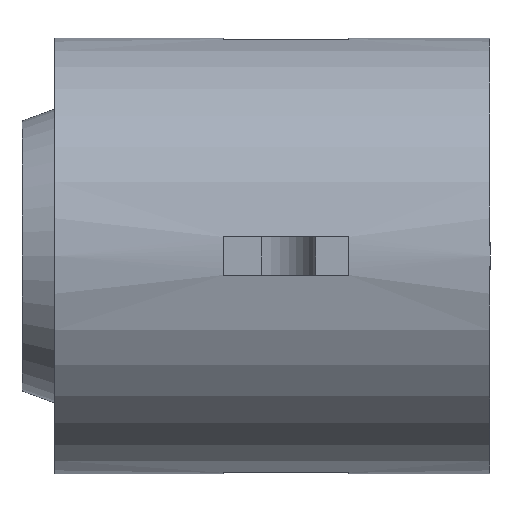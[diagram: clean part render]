
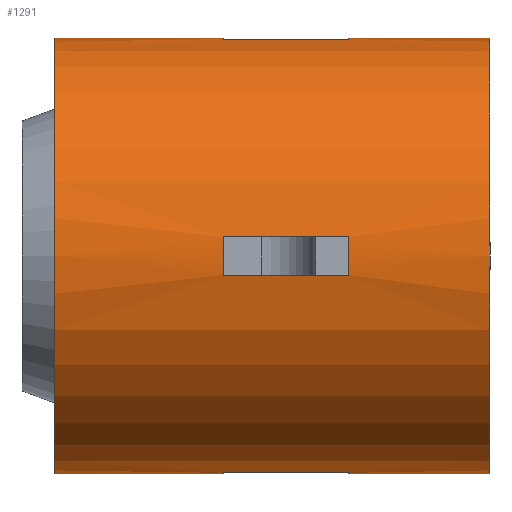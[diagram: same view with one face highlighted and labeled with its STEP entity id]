
A CAD part, left-side view. The second image highlights one B-rep face of the part: STEP entity #1291.
In plain terms, the highlighted cylindrical face has radius 20 mm (diameter 40 mm), a full revolution.
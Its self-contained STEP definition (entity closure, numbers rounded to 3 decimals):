
#19=FACE_BOUND('',#195,.T.);
#20=FACE_BOUND('',#196,.T.);
#21=FACE_BOUND('',#197,.T.);
#51=CYLINDRICAL_SURFACE('',#1451,20.);
#119=FACE_OUTER_BOUND('',#194,.T.);
#194=EDGE_LOOP('',(#1141,#1142,#1143,#1144,#1145,#1146,#1147,#1148,#1149,
#1150,#1151,#1152));
#195=EDGE_LOOP('',(#1153,#1154,#1155,#1156));
#196=EDGE_LOOP('',(#1157,#1158,#1159,#1160));
#197=EDGE_LOOP('',(#1161,#1162,#1163,#1164));
#211=LINE('',#1876,#326);
#222=LINE('',#1910,#337);
#238=LINE('',#1955,#353);
#249=LINE('',#1989,#364);
#265=LINE('',#2036,#380);
#276=LINE('',#2070,#391);
#293=LINE('',#2125,#408);
#307=LINE('',#2163,#422);
#319=LINE('',#2226,#434);
#320=LINE('',#2227,#435);
#326=VECTOR('',#1474,10.);
#337=VECTOR('',#1503,10.);
#353=VECTOR('',#1553,10.);
#364=VECTOR('',#1582,10.);
#380=VECTOR('',#1634,10.);
#391=VECTOR('',#1663,10.);
#408=VECTOR('',#1722,10.);
#422=VECTOR('',#1752,10.);
#434=VECTOR('',#1840,20.);
#435=VECTOR('',#1841,20.);
#438=CIRCLE('',#1322,20.);
#449=CIRCLE('',#1346,20.);
#450=CIRCLE('',#1348,20.);
#461=CIRCLE('',#1372,20.);
#462=CIRCLE('',#1374,20.);
#463=CIRCLE('',#1375,20.);
#474=CIRCLE('',#1399,20.);
#475=CIRCLE('',#1400,20.);
#489=CIRCLE('',#1423,20.);
#494=CIRCLE('',#1431,20.);
#495=CIRCLE('',#1438,20.);
#502=CIRCLE('',#1452,20.);
#507=VERTEX_POINT('',#1866);
#508=VERTEX_POINT('',#1867);
#511=VERTEX_POINT('',#1875);
#525=VERTEX_POINT('',#1909);
#533=VERTEX_POINT('',#1945);
#534=VERTEX_POINT('',#1946);
#537=VERTEX_POINT('',#1954);
#551=VERTEX_POINT('',#1988);
#559=VERTEX_POINT('',#2024);
#560=VERTEX_POINT('',#2025);
#563=VERTEX_POINT('',#2031);
#564=VERTEX_POINT('',#2035);
#578=VERTEX_POINT('',#2069);
#586=VERTEX_POINT('',#2103);
#594=VERTEX_POINT('',#2122);
#595=VERTEX_POINT('',#2124);
#610=VERTEX_POINT('',#2160);
#611=VERTEX_POINT('',#2162);
#615=VERTEX_POINT('',#2179);
#624=VERTEX_POINT('',#2224);
#629=EDGE_CURVE('',#507,#508,#438,.T.);
#633=EDGE_CURVE('',#508,#511,#211,.T.);
#650=EDGE_CURVE('',#525,#507,#222,.T.);
#667=EDGE_CURVE('',#511,#525,#449,.T.);
#668=EDGE_CURVE('',#533,#534,#450,.T.);
#672=EDGE_CURVE('',#534,#537,#238,.T.);
#689=EDGE_CURVE('',#551,#533,#249,.T.);
#706=EDGE_CURVE('',#537,#551,#461,.T.);
#707=EDGE_CURVE('',#559,#560,#462,.T.);
#711=EDGE_CURVE('',#560,#563,#463,.T.);
#712=EDGE_CURVE('',#563,#564,#265,.T.);
#729=EDGE_CURVE('',#578,#559,#276,.T.);
#746=EDGE_CURVE('',#564,#586,#474,.T.);
#747=EDGE_CURVE('',#586,#578,#475,.T.);
#756=EDGE_CURVE('',#595,#594,#293,.T.);
#775=EDGE_CURVE('',#611,#610,#307,.T.);
#784=EDGE_CURVE('',#615,#615,#489,.T.);
#789=EDGE_CURVE('',#594,#611,#494,.T.);
#794=EDGE_CURVE('',#610,#595,#495,.T.);
#804=EDGE_CURVE('',#624,#624,#502,.T.);
#805=EDGE_CURVE('',#624,#586,#319,.T.);
#806=EDGE_CURVE('',#560,#615,#320,.T.);
#1141=ORIENTED_EDGE('',*,*,#804,.F.);
#1142=ORIENTED_EDGE('',*,*,#805,.T.);
#1143=ORIENTED_EDGE('',*,*,#747,.T.);
#1144=ORIENTED_EDGE('',*,*,#729,.T.);
#1145=ORIENTED_EDGE('',*,*,#707,.T.);
#1146=ORIENTED_EDGE('',*,*,#806,.T.);
#1147=ORIENTED_EDGE('',*,*,#784,.T.);
#1148=ORIENTED_EDGE('',*,*,#806,.F.);
#1149=ORIENTED_EDGE('',*,*,#711,.T.);
#1150=ORIENTED_EDGE('',*,*,#712,.T.);
#1151=ORIENTED_EDGE('',*,*,#746,.T.);
#1152=ORIENTED_EDGE('',*,*,#805,.F.);
#1153=ORIENTED_EDGE('',*,*,#667,.T.);
#1154=ORIENTED_EDGE('',*,*,#650,.T.);
#1155=ORIENTED_EDGE('',*,*,#629,.T.);
#1156=ORIENTED_EDGE('',*,*,#633,.T.);
#1157=ORIENTED_EDGE('',*,*,#706,.T.);
#1158=ORIENTED_EDGE('',*,*,#689,.T.);
#1159=ORIENTED_EDGE('',*,*,#668,.T.);
#1160=ORIENTED_EDGE('',*,*,#672,.T.);
#1161=ORIENTED_EDGE('',*,*,#794,.T.);
#1162=ORIENTED_EDGE('',*,*,#756,.T.);
#1163=ORIENTED_EDGE('',*,*,#789,.T.);
#1164=ORIENTED_EDGE('',*,*,#775,.T.);
#1291=ADVANCED_FACE('',(#119,#19,#20,#21),#51,.T.);
#1322=AXIS2_PLACEMENT_3D('',#1868,#1467,#1468);
#1346=AXIS2_PLACEMENT_3D('',#1943,#1542,#1543);
#1348=AXIS2_PLACEMENT_3D('',#1947,#1546,#1547);
#1372=AXIS2_PLACEMENT_3D('',#2022,#1621,#1622);
#1374=AXIS2_PLACEMENT_3D('',#2026,#1625,#1626);
#1375=AXIS2_PLACEMENT_3D('',#2033,#1630,#1631);
#1399=AXIS2_PLACEMENT_3D('',#2104,#1702,#1703);
#1400=AXIS2_PLACEMENT_3D('',#2105,#1704,#1705);
#1423=AXIS2_PLACEMENT_3D('',#2180,#1773,#1774);
#1431=AXIS2_PLACEMENT_3D('',#2191,#1789,#1790);
#1438=AXIS2_PLACEMENT_3D('',#2202,#1807,#1808);
#1451=AXIS2_PLACEMENT_3D('',#2223,#1836,#1837);
#1452=AXIS2_PLACEMENT_3D('',#2225,#1838,#1839);
#1467=DIRECTION('center_axis',(0.,1.,0.));
#1468=DIRECTION('ref_axis',(1.,0.,0.));
#1474=DIRECTION('',(0.,-1.,0.));
#1503=DIRECTION('',(0.,1.,0.));
#1542=DIRECTION('center_axis',(0.,-1.,0.));
#1543=DIRECTION('ref_axis',(1.,0.,0.));
#1546=DIRECTION('center_axis',(0.,1.,0.));
#1547=DIRECTION('ref_axis',(1.,0.,0.));
#1553=DIRECTION('',(0.,-1.,0.));
#1582=DIRECTION('',(0.,1.,0.));
#1621=DIRECTION('center_axis',(0.,-1.,0.));
#1622=DIRECTION('ref_axis',(1.,0.,0.));
#1625=DIRECTION('center_axis',(0.,1.,0.));
#1626=DIRECTION('ref_axis',(1.,0.,0.));
#1630=DIRECTION('center_axis',(0.,1.,0.));
#1631=DIRECTION('ref_axis',(1.,0.,0.));
#1634=DIRECTION('',(0.,-1.,0.));
#1663=DIRECTION('',(0.,1.,0.));
#1702=DIRECTION('center_axis',(0.,-1.,0.));
#1703=DIRECTION('ref_axis',(1.,0.,0.));
#1704=DIRECTION('center_axis',(0.,-1.,0.));
#1705=DIRECTION('ref_axis',(1.,0.,0.));
#1722=DIRECTION('',(0.,1.,0.));
#1752=DIRECTION('',(0.,-1.,0.));
#1773=DIRECTION('center_axis',(0.,-1.,0.));
#1774=DIRECTION('ref_axis',(1.,0.,0.));
#1789=DIRECTION('center_axis',(0.,1.,0.));
#1790=DIRECTION('ref_axis',(1.,0.,0.));
#1807=DIRECTION('center_axis',(0.,-1.,0.));
#1808=DIRECTION('ref_axis',(1.,0.,0.));
#1836=DIRECTION('center_axis',(0.,-1.,0.));
#1837=DIRECTION('ref_axis',(1.,0.,0.));
#1838=DIRECTION('center_axis',(0.,-1.,0.));
#1839=DIRECTION('ref_axis',(1.,0.,0.));
#1840=DIRECTION('',(0.,1.,0.));
#1841=DIRECTION('',(0.,1.,0.));
#1866=CARTESIAN_POINT('',(19.923,24.5,1.75));
#1867=CARTESIAN_POINT('',(19.923,24.5,-1.75));
#1868=CARTESIAN_POINT('Origin',(0.,24.5,0.));
#1875=CARTESIAN_POINT('',(19.923,13.,-1.75));
#1876=CARTESIAN_POINT('',(19.923,20.,-1.75));
#1909=CARTESIAN_POINT('',(19.923,13.,1.75));
#1910=CARTESIAN_POINT('',(19.923,20.,1.75));
#1943=CARTESIAN_POINT('Origin',(0.,13.,0.));
#1945=CARTESIAN_POINT('',(1.75,24.5,-19.923));
#1946=CARTESIAN_POINT('',(-1.75,24.5,-19.923));
#1947=CARTESIAN_POINT('Origin',(0.,24.5,0.));
#1954=CARTESIAN_POINT('',(-1.75,13.,-19.923));
#1955=CARTESIAN_POINT('',(-1.75,20.,-19.923));
#1988=CARTESIAN_POINT('',(1.75,13.,-19.923));
#1989=CARTESIAN_POINT('',(1.75,20.,-19.923));
#2022=CARTESIAN_POINT('Origin',(0.,13.,0.));
#2024=CARTESIAN_POINT('',(-19.923,24.5,-1.75));
#2025=CARTESIAN_POINT('',(-20.,24.5,0.));
#2026=CARTESIAN_POINT('Origin',(0.,24.5,0.));
#2031=CARTESIAN_POINT('',(-19.923,24.5,1.75));
#2033=CARTESIAN_POINT('Origin',(0.,24.5,0.));
#2035=CARTESIAN_POINT('',(-19.923,13.,1.75));
#2036=CARTESIAN_POINT('',(-19.923,20.,1.75));
#2069=CARTESIAN_POINT('',(-19.923,13.,-1.75));
#2070=CARTESIAN_POINT('',(-19.923,20.,-1.75));
#2103=CARTESIAN_POINT('',(-20.,13.,0.));
#2104=CARTESIAN_POINT('Origin',(0.,13.,0.));
#2105=CARTESIAN_POINT('Origin',(0.,13.,0.));
#2122=CARTESIAN_POINT('',(-1.75,24.5,19.923));
#2124=CARTESIAN_POINT('',(-1.75,13.,19.923));
#2125=CARTESIAN_POINT('',(-1.75,20.,19.923));
#2160=CARTESIAN_POINT('',(1.75,13.,19.923));
#2162=CARTESIAN_POINT('',(1.75,24.5,19.923));
#2163=CARTESIAN_POINT('',(1.75,20.,19.923));
#2179=CARTESIAN_POINT('',(-20.,40.,0.));
#2180=CARTESIAN_POINT('Origin',(0.,40.,0.));
#2191=CARTESIAN_POINT('Origin',(0.,24.5,0.));
#2202=CARTESIAN_POINT('Origin',(0.,13.,0.));
#2223=CARTESIAN_POINT('Origin',(0.,20.,0.));
#2224=CARTESIAN_POINT('',(-20.,0.,0.));
#2225=CARTESIAN_POINT('Origin',(0.,0.,
0.));
#2226=CARTESIAN_POINT('',(-20.,20.,0.));
#2227=CARTESIAN_POINT('',(-20.,20.,0.));
